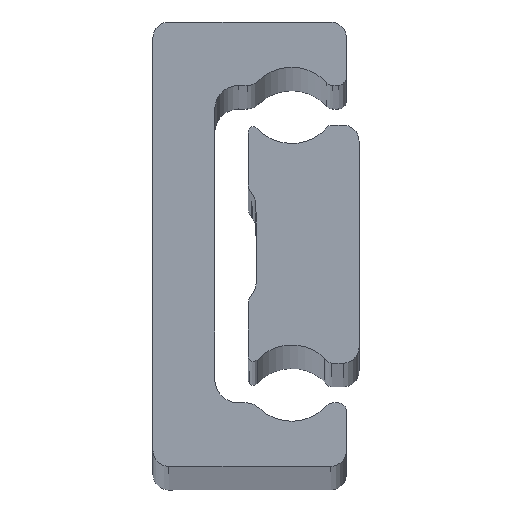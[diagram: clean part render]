
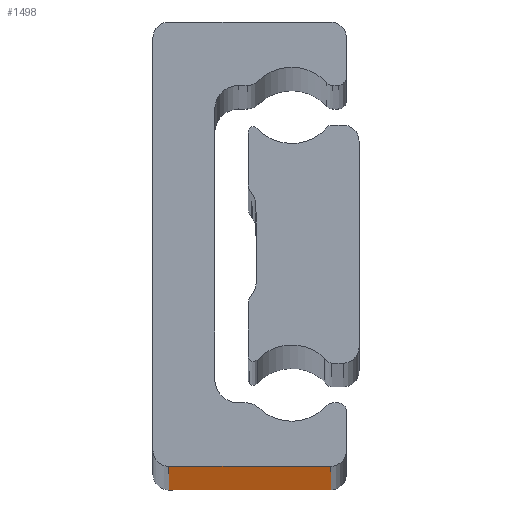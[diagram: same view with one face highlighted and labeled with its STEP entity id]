
A CAD part, top view. The second image highlights one B-rep face of the part: STEP entity #1498.
In plain terms, the highlighted planar face has unit normal (0, -1, 0).
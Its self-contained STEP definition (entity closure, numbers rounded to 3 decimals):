
#38 = LINE ( 'NONE', #1596, #3929 ) ;
#55 = LINE ( 'NONE', #2364, #4654 ) ;
#793 = EDGE_CURVE ( 'NONE', #2693, #1847, #1832, .T. ) ;
#817 = DIRECTION ( 'NONE',  ( 0., 0., 1. ) ) ;
#896 = DIRECTION ( 'NONE',  ( 1., 0., 0. ) ) ;
#988 = CARTESIAN_POINT ( 'NONE',  ( 1., -14., -850. ) ) ;
#1276 = VECTOR ( 'NONE', #817, 1000. ) ;
#1498 = ADVANCED_FACE ( 'NONE', ( #3552 ), #3839, .T. ) ;
#1572 = DIRECTION ( 'NONE',  ( 0., -1., 0. ) ) ;
#1596 = CARTESIAN_POINT ( 'NONE',  ( 1., -14., -850. ) ) ;
#1761 = DIRECTION ( 'NONE',  ( 1., 0., 0. ) ) ;
#1832 = LINE ( 'NONE', #4028, #4048 ) ;
#1847 = VERTEX_POINT ( 'NONE', #2333 ) ;
#2005 = VERTEX_POINT ( 'NONE', #988 ) ;
#2082 = ORIENTED_EDGE ( 'NONE', *, *, #4409, .T. ) ;
#2164 = CARTESIAN_POINT ( 'NONE',  ( 1., -14., 0. ) ) ;
#2333 = CARTESIAN_POINT ( 'NONE',  ( 11.2, -14., 0. ) ) ;
#2364 = CARTESIAN_POINT ( 'NONE',  ( 1., -14., -850. ) ) ;
#2585 = VERTEX_POINT ( 'NONE', #3090 ) ;
#2693 = VERTEX_POINT ( 'NONE', #2164 ) ;
#2742 = CARTESIAN_POINT ( 'NONE',  ( 1., -14., -850. ) ) ;
#3038 = LINE ( 'NONE', #4516, #1276 ) ;
#3090 = CARTESIAN_POINT ( 'NONE',  ( 11.2, -14., -850. ) ) ;
#3091 = DIRECTION ( 'NONE',  ( 1., 0., 0. ) ) ;
#3526 = EDGE_LOOP ( 'NONE', ( #3935, #4486, #3553, #2082 ) ) ;
#3552 = FACE_OUTER_BOUND ( 'NONE', #3526, .T. ) ;
#3553 = ORIENTED_EDGE ( 'NONE', *, *, #4104, .T. ) ;
#3586 = AXIS2_PLACEMENT_3D ( 'NONE', #2742, #1572, #896 ) ;
#3839 = PLANE ( 'NONE',  #3586 ) ;
#3929 = VECTOR ( 'NONE', #3091, 1000. ) ;
#3935 = ORIENTED_EDGE ( 'NONE', *, *, #793, .F. ) ;
#4028 = CARTESIAN_POINT ( 'NONE',  ( 1., -14., 0. ) ) ;
#4048 = VECTOR ( 'NONE', #1761, 1000. ) ;
#4104 = EDGE_CURVE ( 'NONE', #2005, #2585, #38, .T. ) ;
#4409 = EDGE_CURVE ( 'NONE', #2585, #1847, #3038, .T. ) ;
#4430 = EDGE_CURVE ( 'NONE', #2005, #2693, #55, .T. ) ;
#4486 = ORIENTED_EDGE ( 'NONE', *, *, #4430, .F. ) ;
#4516 = CARTESIAN_POINT ( 'NONE',  ( 11.2, -14., -850. ) ) ;
#4565 = DIRECTION ( 'NONE',  ( 0., 0., 1. ) ) ;
#4654 = VECTOR ( 'NONE', #4565, 1000. ) ;
